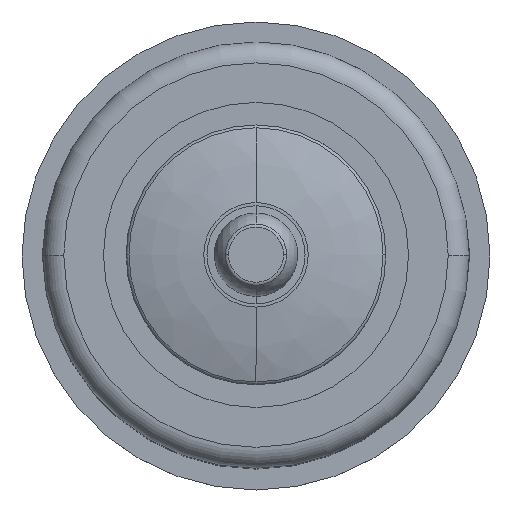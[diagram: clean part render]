
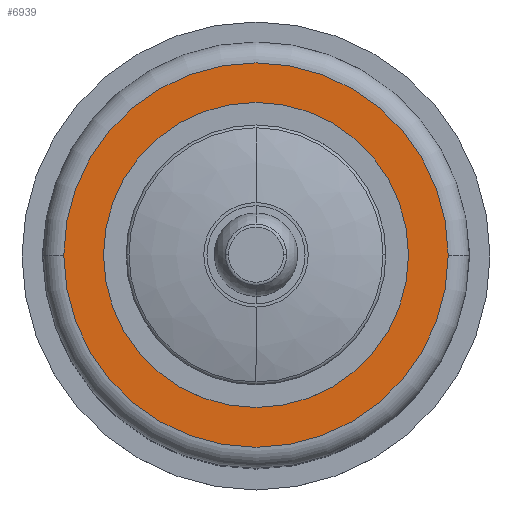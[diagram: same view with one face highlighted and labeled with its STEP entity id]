
A CAD part, top view. The second image highlights one B-rep face of the part: STEP entity #6939.
In plain terms, the highlighted planar face has unit normal (0, 0, 1).
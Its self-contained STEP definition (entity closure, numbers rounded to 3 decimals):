
#53 = CIRCLE ( 'NONE', #7809, 92. ) ;
#392 = FACE_OUTER_BOUND ( 'NONE', #1418, .T. ) ;
#736 = DIRECTION ( 'NONE',  ( 0., 0., 1. ) ) ;
#758 = AXIS2_PLACEMENT_3D ( 'NONE', #9469, #2580, #1706 ) ;
#788 = ORIENTED_EDGE ( 'NONE', *, *, #2508, .F. ) ;
#935 = AXIS2_PLACEMENT_3D ( 'NONE', #4464, #8320, #5235 ) ;
#982 = CARTESIAN_POINT ( 'NONE',  ( -92., 0., 71.697 ) ) ;
#1215 = VERTEX_POINT ( 'NONE', #2819 ) ;
#1373 = DIRECTION ( 'NONE',  ( 0., 0., 1. ) ) ;
#1418 = EDGE_LOOP ( 'NONE', ( #3419, #6854 ) ) ;
#1603 = CARTESIAN_POINT ( 'NONE',  ( 0., 0., 71.697 ) ) ;
#1706 = DIRECTION ( 'NONE',  ( 1., 0., 0. ) ) ;
#2508 = EDGE_CURVE ( 'NONE', #6477, #1215, #8353, .T. ) ;
#2580 = DIRECTION ( 'NONE',  ( 0., 0., 1. ) ) ;
#2819 = CARTESIAN_POINT ( 'NONE',  ( 72., 0., 71.697 ) ) ;
#3173 = EDGE_CURVE ( 'NONE', #9058, #4764, #8457, .T. ) ;
#3419 = ORIENTED_EDGE ( 'NONE', *, *, #3173, .T. ) ;
#4053 = DIRECTION ( 'NONE',  ( 1., 0., 0. ) ) ;
#4400 = CARTESIAN_POINT ( 'NONE',  ( 0., 0., 71.697 ) ) ;
#4464 = CARTESIAN_POINT ( 'NONE',  ( 0., 92., 71.697 ) ) ;
#4470 = DIRECTION ( 'NONE',  ( 1., 0., 0. ) ) ;
#4494 = AXIS2_PLACEMENT_3D ( 'NONE', #4400, #1373, #4470 ) ;
#4641 = FACE_BOUND ( 'NONE', #5380, .T. ) ;
#4764 = VERTEX_POINT ( 'NONE', #982 ) ;
#5235 = DIRECTION ( 'NONE',  ( -1., 0., 0. ) ) ;
#5352 = DIRECTION ( 'NONE',  ( 1., 0., 0. ) ) ;
#5380 = EDGE_LOOP ( 'NONE', ( #6830, #788 ) ) ;
#6289 = AXIS2_PLACEMENT_3D ( 'NONE', #6905, #736, #5352 ) ;
#6477 = VERTEX_POINT ( 'NONE', #7210 ) ;
#6830 = ORIENTED_EDGE ( 'NONE', *, *, #9067, .F. ) ;
#6854 = ORIENTED_EDGE ( 'NONE', *, *, #8014, .T. ) ;
#6905 = CARTESIAN_POINT ( 'NONE',  ( 0., 0., 71.697 ) ) ;
#6939 = ADVANCED_FACE ( 'NONE', ( #4641, #392 ), #7635, .F. ) ;
#7034 = DIRECTION ( 'NONE',  ( 0., 0., 1. ) ) ;
#7210 = CARTESIAN_POINT ( 'NONE',  ( -72., 0., 71.697 ) ) ;
#7635 = PLANE ( 'NONE',  #935 ) ;
#7809 = AXIS2_PLACEMENT_3D ( 'NONE', #1603, #7034, #4053 ) ;
#8014 = EDGE_CURVE ( 'NONE', #4764, #9058, #53, .T. ) ;
#8320 = DIRECTION ( 'NONE',  ( 0., 0., -1. ) ) ;
#8353 = CIRCLE ( 'NONE', #758, 72. ) ;
#8457 = CIRCLE ( 'NONE', #6289, 92. ) ;
#8949 = CARTESIAN_POINT ( 'NONE',  ( 92., 0., 71.697 ) ) ;
#9008 = CIRCLE ( 'NONE', #4494, 72. ) ;
#9058 = VERTEX_POINT ( 'NONE', #8949 ) ;
#9067 = EDGE_CURVE ( 'NONE', #1215, #6477, #9008, .T. ) ;
#9469 = CARTESIAN_POINT ( 'NONE',  ( 0., 0., 71.697 ) ) ;
